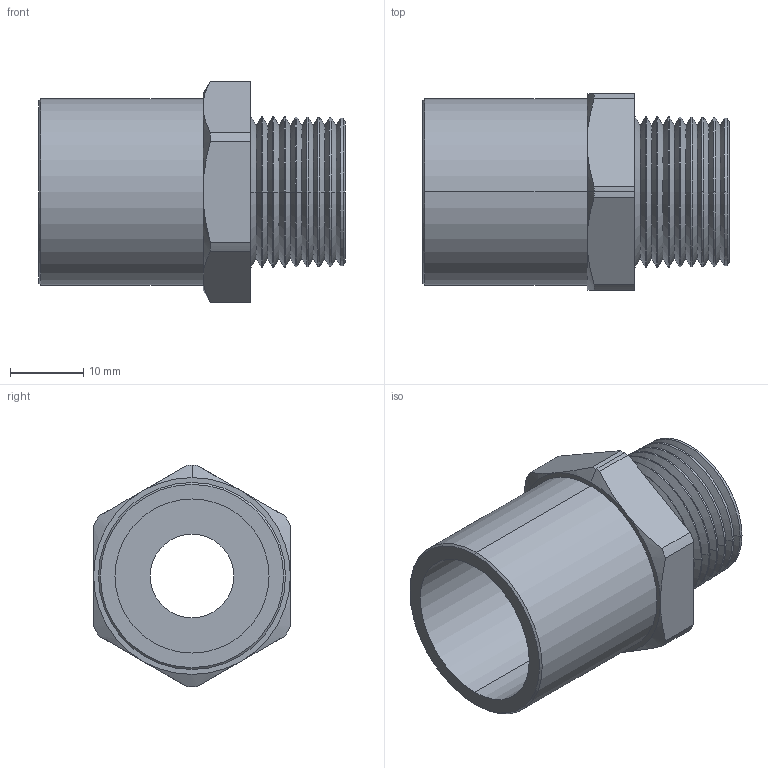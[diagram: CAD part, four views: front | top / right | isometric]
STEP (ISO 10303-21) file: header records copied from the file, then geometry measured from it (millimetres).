
FILE_DESCRIPTION (( 'STEP AP214' ), '1' );
FILE_NAME ('SM16NA-BK.STEP', '2007-12-24T03:01:34', ( '*' ), ( '' ), 'SwSTEP 2.0', 'SolidWorks 2007', '' );
FILE_SCHEMA (( 'AUTOMOTIVE_DESIGN' ));
Length unit declared in the file: inch
Products named in the file (1): SM16NA-BK
Bounding box: 41.91 x 26.92 x 30.29 mm (x, y, z)
Volume: 9079.5 mm3; surface area: 7052.8 mm2
Topology: 1 solids, 1 shells, 83 faces, 209 edges, 131 vertices
Faces by surface type: cone 61, cylinder 11, plane 11
Entity records: 2653 total; most frequent: CARTESIAN_POINT 496, DIRECTION 484, ORIENTED_EDGE 418, EDGE_CURVE 209, AXIS2_PLACEMENT_3D 203, VERTEX_POINT 131, CIRCLE 119, EDGE_LOOP 88
